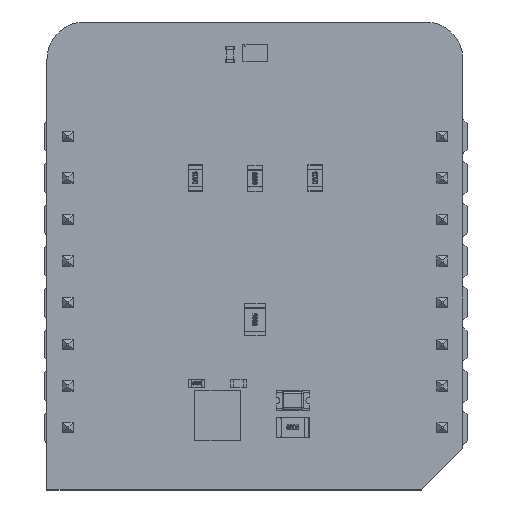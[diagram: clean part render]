
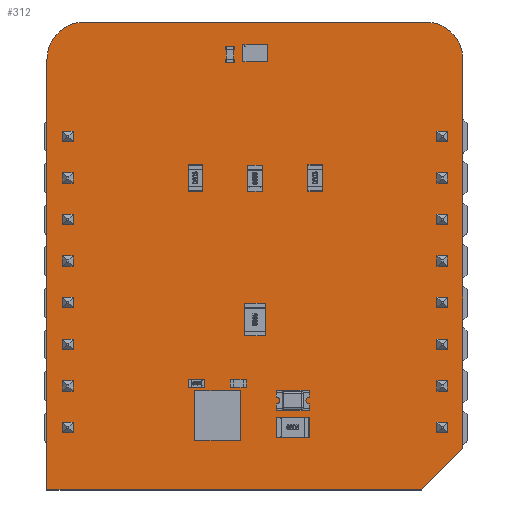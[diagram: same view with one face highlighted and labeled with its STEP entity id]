
A CAD part, top view. The second image highlights one B-rep face of the part: STEP entity #312.
In plain terms, the highlighted planar face has unit normal (0, 0, 1).
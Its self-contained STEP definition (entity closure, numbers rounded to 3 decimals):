
#83 = VERTEX_POINT('',#84);
#84 = CARTESIAN_POINT('',(-1.27,-3.81,0.));
#90 = EDGE_CURVE('',#83,#91,#93,.T.);
#91 = VERTEX_POINT('',#92);
#92 = CARTESIAN_POINT('',(-1.27,22.479,0.));
#93 = LINE('',#94,#95);
#94 = CARTESIAN_POINT('',(-1.27,-3.81,0.));
#95 = VECTOR('',#96,1.);
#96 = DIRECTION('',(0.,1.,0.));
#121 = EDGE_CURVE('',#91,#122,#124,.T.);
#122 = VERTEX_POINT('',#123);
#123 = CARTESIAN_POINT('',(1.016,24.765,0.));
#124 = CIRCLE('',#125,2.288);
#125 = AXIS2_PLACEMENT_3D('',#126,#127,#128);
#126 = CARTESIAN_POINT('',(1.018,22.477,0.));
#127 = DIRECTION('',(0.,0.,-1.));
#128 = DIRECTION('',(-1.,0.001,0.));
#154 = EDGE_CURVE('',#122,#155,#157,.T.);
#155 = VERTEX_POINT('',#156);
#156 = CARTESIAN_POINT('',(21.844,24.765,0.));
#157 = LINE('',#158,#159);
#158 = CARTESIAN_POINT('',(1.016,24.765,0.));
#159 = VECTOR('',#160,1.);
#160 = DIRECTION('',(1.,0.,0.));
#185 = EDGE_CURVE('',#155,#186,#188,.T.);
#186 = VERTEX_POINT('',#187);
#187 = CARTESIAN_POINT('',(24.13,22.479,0.));
#188 = CIRCLE('',#189,2.288);
#189 = AXIS2_PLACEMENT_3D('',#190,#191,#192);
#190 = CARTESIAN_POINT('',(21.842,22.477,0.));
#191 = DIRECTION('',(0.,0.,-1.));
#192 = DIRECTION('',(0.001,1.,0.));
#218 = EDGE_CURVE('',#186,#219,#221,.T.);
#219 = VERTEX_POINT('',#220);
#220 = CARTESIAN_POINT('',(24.13,-1.27,0.));
#221 = LINE('',#222,#223);
#222 = CARTESIAN_POINT('',(24.13,22.479,0.));
#223 = VECTOR('',#224,1.);
#224 = DIRECTION('',(0.,-1.,0.));
#249 = EDGE_CURVE('',#219,#250,#252,.T.);
#250 = VERTEX_POINT('',#251);
#251 = CARTESIAN_POINT('',(21.59,-3.81,0.));
#252 = LINE('',#253,#254);
#253 = CARTESIAN_POINT('',(24.13,-1.27,0.));
#254 = VECTOR('',#255,1.);
#255 = DIRECTION('',(-0.707,-0.707,0.));
#280 = EDGE_CURVE('',#250,#83,#281,.T.);
#281 = LINE('',#282,#283);
#282 = CARTESIAN_POINT('',(21.59,-3.81,0.));
#283 = VECTOR('',#284,1.);
#284 = DIRECTION('',(-1.,0.,0.));
#312 = ADVANCED_FACE('',(#313),#322,.T.);
#313 = FACE_BOUND('',#314,.F.);
#314 = EDGE_LOOP('',(#315,#316,#317,#318,#319,#320,#321));
#315 = ORIENTED_EDGE('',*,*,#90,.T.);
#316 = ORIENTED_EDGE('',*,*,#121,.T.);
#317 = ORIENTED_EDGE('',*,*,#154,.T.);
#318 = ORIENTED_EDGE('',*,*,#185,.T.);
#319 = ORIENTED_EDGE('',*,*,#218,.T.);
#320 = ORIENTED_EDGE('',*,*,#249,.T.);
#321 = ORIENTED_EDGE('',*,*,#280,.T.);
#322 = PLANE('',#323);
#323 = AXIS2_PLACEMENT_3D('',#324,#325,#326);
#324 = CARTESIAN_POINT('',(-1.27,-3.81,0.));
#325 = DIRECTION('',(0.,0.,1.));
#326 = DIRECTION('',(1.,0.,0.));
